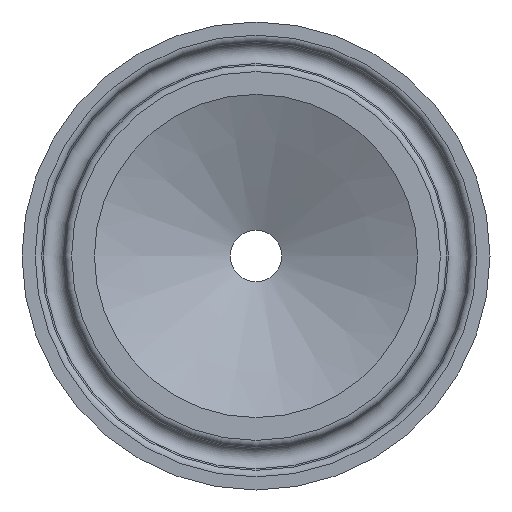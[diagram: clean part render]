
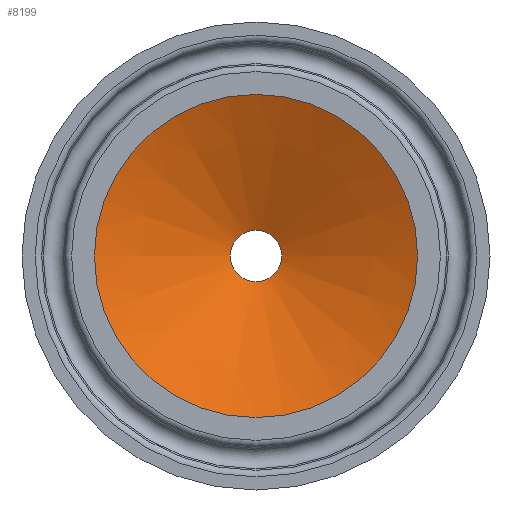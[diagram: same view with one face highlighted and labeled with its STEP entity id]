
A CAD part, left-side view. The second image highlights one B-rep face of the part: STEP entity #8199.
In plain terms, the highlighted conical face has half-angle 66 degrees and reference radius 10.084 mm.
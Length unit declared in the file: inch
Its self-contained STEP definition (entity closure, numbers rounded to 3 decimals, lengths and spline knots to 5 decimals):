
#60=CIRCLE('',#8522,0.685);
#61=CIRCLE('',#8523,0.685);
#79=CIRCLE('',#8551,0.109);
#80=CIRCLE('',#8552,0.109);
#754=LINE('',#18053,#1163);
#1163=VECTOR('',#9630,0.397);
#1799=FACE_OUTER_BOUND('',#2302,.T.);
#2302=EDGE_LOOP('',(#7647,#7648,#7649,#7650,#7651,#7652));
#3902=VERTEX_POINT('',#17994);
#3903=VERTEX_POINT('',#17995);
#3921=VERTEX_POINT('',#18047);
#3922=VERTEX_POINT('',#18049);
#5141=EDGE_CURVE('',#3902,#3903,#60,.T.);
#5142=EDGE_CURVE('',#3903,#3902,#61,.T.);
#5166=EDGE_CURVE('',#3922,#3921,#79,.T.);
#5167=EDGE_CURVE('',#3921,#3922,#80,.T.);
#5168=EDGE_CURVE('',#3921,#3903,#754,.T.);
#7647=ORIENTED_EDGE('',*,*,#5166,.T.);
#7648=ORIENTED_EDGE('',*,*,#5168,.T.);
#7649=ORIENTED_EDGE('',*,*,#5141,.F.);
#7650=ORIENTED_EDGE('',*,*,#5142,.F.);
#7651=ORIENTED_EDGE('',*,*,#5168,.F.);
#7652=ORIENTED_EDGE('',*,*,#5167,.T.);
#7715=CONICAL_SURFACE('',#8553,0.397,1.152);
#8199=ADVANCED_FACE('',(#1799),#7715,.F.);
#8522=AXIS2_PLACEMENT_3D('',#17996,#9560,#9561);
#8523=AXIS2_PLACEMENT_3D('',#17997,#9562,#9563);
#8551=AXIS2_PLACEMENT_3D('',#18050,#9624,#9625);
#8552=AXIS2_PLACEMENT_3D('',#18051,#9626,#9627);
#8553=AXIS2_PLACEMENT_3D('',#18052,#9628,#9629);
#9560=DIRECTION('center_axis',(1.,0.,0.));
#9561=DIRECTION('ref_axis',(0.,1.,0.));
#9562=DIRECTION('center_axis',(1.,0.,0.));
#9563=DIRECTION('ref_axis',(0.,1.,0.));
#9624=DIRECTION('center_axis',(1.,0.,0.));
#9625=DIRECTION('ref_axis',(0.,1.,0.));
#9626=DIRECTION('center_axis',(1.,0.,0.));
#9627=DIRECTION('ref_axis',(0.,1.,0.));
#9628=DIRECTION('center_axis',(-1.,0.,0.));
#9629=DIRECTION('ref_axis',(0.,1.,0.));
#9630=DIRECTION('',(-0.407,-0.914,0.));
#17994=CARTESIAN_POINT('',(0.,0.685,0.));
#17995=CARTESIAN_POINT('',(0.,-0.685,0.));
#17996=CARTESIAN_POINT('Origin',(0.,0.,0.));
#17997=CARTESIAN_POINT('Origin',(0.,0.,0.));
#18047=CARTESIAN_POINT('',(0.25645,-0.109,0.));
#18049=CARTESIAN_POINT('',(0.25645,0.109,0.));
#18050=CARTESIAN_POINT('Origin',(0.25645,0.,0.));
#18051=CARTESIAN_POINT('Origin',(0.25645,0.,0.));
#18052=CARTESIAN_POINT('Origin',(0.12823,0.,0.));
#18053=CARTESIAN_POINT('',(0.12823,-0.397,0.));
